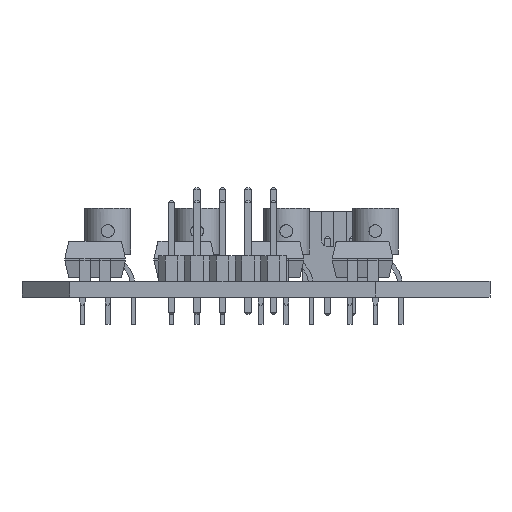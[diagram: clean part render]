
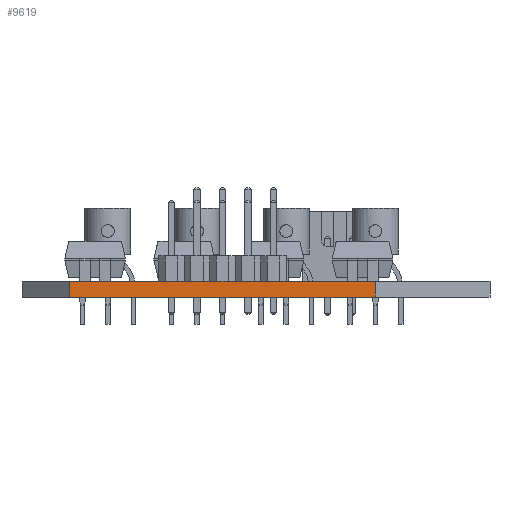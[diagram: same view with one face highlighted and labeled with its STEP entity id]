
A CAD part, left-side view. The second image highlights one B-rep face of the part: STEP entity #9619.
In plain terms, the highlighted planar face has unit normal (-1, 0, 0).
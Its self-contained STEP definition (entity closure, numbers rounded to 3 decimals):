
#243=PLANE('',#10322);
#760=FACE_OUTER_BOUND('',#1288,.T.);
#1288=EDGE_LOOP('',(#6699,#6700,#6701,#6702));
#1965=LINE('',#13643,#3142);
#1966=LINE('',#13646,#3143);
#1967=LINE('',#13648,#3144);
#1968=LINE('',#13649,#3145);
#3142=VECTOR('',#11197,10.);
#3143=VECTOR('',#11200,10.);
#3144=VECTOR('',#11201,10.);
#3145=VECTOR('',#11202,10.);
#4470=VERTEX_POINT('',#13639);
#4471=VERTEX_POINT('',#13641);
#4472=VERTEX_POINT('',#13645);
#4473=VERTEX_POINT('',#13647);
#5347=EDGE_CURVE('',#4470,#4471,#1965,.T.);
#5348=EDGE_CURVE('',#4472,#4470,#1966,.T.);
#5349=EDGE_CURVE('',#4473,#4471,#1967,.T.);
#5350=EDGE_CURVE('',#4472,#4473,#1968,.T.);
#6699=ORIENTED_EDGE('',*,*,#5348,.T.);
#6700=ORIENTED_EDGE('',*,*,#5347,.T.);
#6701=ORIENTED_EDGE('',*,*,#5349,.F.);
#6702=ORIENTED_EDGE('',*,*,#5350,.F.);
#9619=ADVANCED_FACE('',(#760),#243,.T.);
#10322=AXIS2_PLACEMENT_3D('',#13644,#11198,#11199);
#11197=DIRECTION('',(0.,0.,1.));
#11198=DIRECTION('center_axis',(-1.,0.,0.));
#11199=DIRECTION('ref_axis',(0.,-1.,0.));
#11200=DIRECTION('',(0.,-1.,0.));
#11201=DIRECTION('',(0.,-1.,0.));
#11202=DIRECTION('',(0.,0.,1.));
#13639=CARTESIAN_POINT('',(1.27,12.7,0.));
#13641=CARTESIAN_POINT('',(1.27,12.7,1.57));
#13643=CARTESIAN_POINT('',(1.27,12.7,0.));
#13644=CARTESIAN_POINT('Origin',(1.27,43.18,0.));
#13645=CARTESIAN_POINT('',(1.27,43.18,0.));
#13646=CARTESIAN_POINT('',(1.27,43.18,0.));
#13647=CARTESIAN_POINT('',(1.27,43.18,1.57));
#13648=CARTESIAN_POINT('',(1.27,43.18,1.57));
#13649=CARTESIAN_POINT('',(1.27,43.18,0.));
